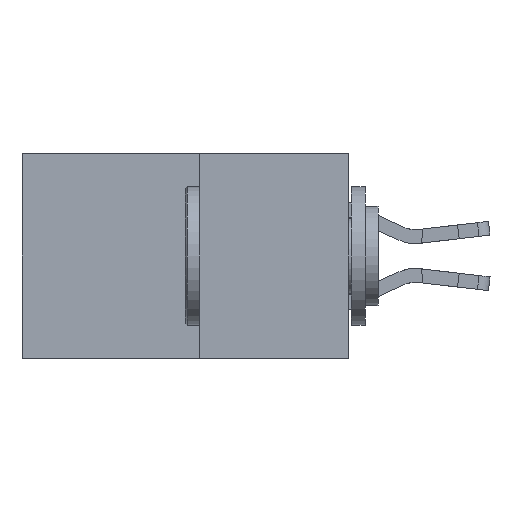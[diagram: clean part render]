
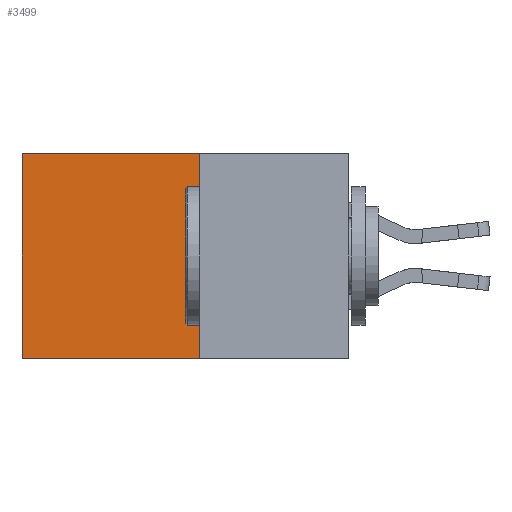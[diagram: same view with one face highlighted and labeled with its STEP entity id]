
A CAD part, left-side view. The second image highlights one B-rep face of the part: STEP entity #3499.
In plain terms, the highlighted planar face has unit normal (-1, 0, 0).
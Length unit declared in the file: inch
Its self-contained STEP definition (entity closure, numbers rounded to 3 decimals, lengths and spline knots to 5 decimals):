
#793 = LINE ( 'NONE', #6063, #8357 ) ;
#1446 = ORIENTED_EDGE ( 'NONE', *, *, #13997, .F. ) ;
#2139 = ORIENTED_EDGE ( 'NONE', *, *, #14103, .F. ) ;
#2223 = ORIENTED_EDGE ( 'NONE', *, *, #6365, .T. ) ;
#2339 = VERTEX_POINT ( 'NONE', #17151 ) ;
#2653 = LINE ( 'NONE', #16631, #10188 ) ;
#3166 = ORIENTED_EDGE ( 'NONE', *, *, #6189, .T. ) ;
#3499 = ADVANCED_FACE ( 'NONE', ( #14412 ), #15628, .F. ) ;
#5099 = DIRECTION ( 'NONE',  ( 0., 1., 0. ) ) ;
#5500 = DIRECTION ( 'NONE',  ( 0., 0., -1. ) ) ;
#6063 = CARTESIAN_POINT ( 'NONE',  ( 0.277, 0.59, -0.37 ) ) ;
#6189 = EDGE_CURVE ( 'NONE', #2339, #7240, #793, .T. ) ;
#6365 = EDGE_CURVE ( 'NONE', #16221, #2339, #17729, .T. ) ;
#6945 = CARTESIAN_POINT ( 'NONE',  ( 0.277, 0.27, -0.37 ) ) ;
#6990 = CARTESIAN_POINT ( 'NONE',  ( 0.277, 0.27, 0. ) ) ;
#7240 = VERTEX_POINT ( 'NONE', #10207 ) ;
#7719 = DIRECTION ( 'NONE',  ( 0., 0., -1. ) ) ;
#8112 = CARTESIAN_POINT ( 'NONE',  ( 0.277, 0.27, -0.37 ) ) ;
#8357 = VECTOR ( 'NONE', #5500, 39.37008 ) ;
#8485 = VERTEX_POINT ( 'NONE', #18518 ) ;
#9532 = VECTOR ( 'NONE', #19153, 39.37008 ) ;
#10126 = DIRECTION ( 'NONE',  ( 1., 0., 0. ) ) ;
#10188 = VECTOR ( 'NONE', #7719, 39.37008 ) ;
#10207 = CARTESIAN_POINT ( 'NONE',  ( 0.277, 0.59, -0.37 ) ) ;
#12172 = LINE ( 'NONE', #8112, #15627 ) ;
#13997 = EDGE_CURVE ( 'NONE', #16221, #8485, #2653, .T. ) ;
#14103 = EDGE_CURVE ( 'NONE', #8485, #7240, #12172, .T. ) ;
#14412 = FACE_OUTER_BOUND ( 'NONE', #16753, .T. ) ;
#15627 = VECTOR ( 'NONE', #5099, 39.37008 ) ;
#15628 = PLANE ( 'NONE',  #18073 ) ;
#15786 = DIRECTION ( 'NONE',  ( 0., 0., -1. ) ) ;
#16221 = VERTEX_POINT ( 'NONE', #6990 ) ;
#16631 = CARTESIAN_POINT ( 'NONE',  ( 0.277, 0.27, -0.37 ) ) ;
#16753 = EDGE_LOOP ( 'NONE', ( #3166, #2139, #1446, #2223 ) ) ;
#17151 = CARTESIAN_POINT ( 'NONE',  ( 0.277, 0.59, 0. ) ) ;
#17729 = LINE ( 'NONE', #18650, #9532 ) ;
#18073 = AXIS2_PLACEMENT_3D ( 'NONE', #6945, #10126, #15786 ) ;
#18518 = CARTESIAN_POINT ( 'NONE',  ( 0.277, 0.27, -0.37 ) ) ;
#18650 = CARTESIAN_POINT ( 'NONE',  ( 0.277, 0.27, 0. ) ) ;
#19153 = DIRECTION ( 'NONE',  ( 0., 1., 0. ) ) ;
